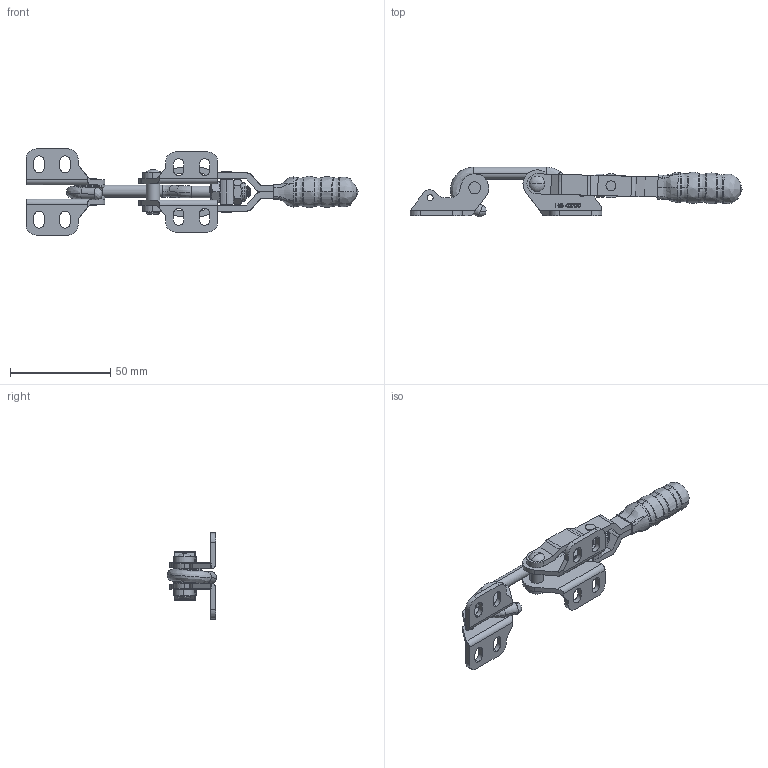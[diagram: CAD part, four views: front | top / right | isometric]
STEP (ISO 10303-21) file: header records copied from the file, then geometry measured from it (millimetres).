
FILE_DESCRIPTION (( 'STEP AP203' ), '1' );
FILE_NAME ('HS-40200.STEP', '2019-10-07T03:28:42', ( '微软用户' ), ( '微软中国' ), 'SwSTEP 2.0', 'SolidWorks 2012', '' );
FILE_SCHEMA (( 'CONFIG_CONTROL_DESIGN' ));
Length unit declared in the file: millimetre
Products named in the file (19): HS-40200; HS-40200-06______; HS-40200-05______; HS-40200_PERMANENT_SEAT_______ASM; NONE-21640_; NONE-20927_; HS-40200-01_FLANGED_BASE_______ASM; NONE-25144_; NONE-22485_; HS-40200-03_HOOK______; HS-40200-02_HANDLE_______ASM; NONE-20080_; NONE-19458_; HS-40200-07______; M6_LOCK_NUT______; HS-40200-10______; HS-40200-09______; M6_NUT______; HS-40200-08______
Assembly tree (18 placements, depth 3):
  HS-40200
    HS-40200-08______
    M6_NUT______
    HS-40200-09______
    HS-40200-10______
    M6_LOCK_NUT______
    HS-40200-07______
    HS-40200-02_HANDLE_______ASM
      NONE-19458_
      NONE-20080_
    HS-40200-03_HOOK______
    HS-40200-01_FLANGED_BASE_______ASM
      NONE-22485_
      NONE-25144_
    HS-40200_PERMANENT_SEAT_______ASM
      NONE-20927_
      NONE-21640_
    HS-40200-05______
    HS-40200-06______
Bounding box: 165.6 x 24.73 x 43 mm (x, y, z)
Volume: 23771.2 mm3; surface area: 22915.6 mm2
Topology: 15 solids, 15 shells, 811 faces, 2248 edges, 1491 vertices
Faces by surface type: plane 466, cylinder 206, bspline 104, cone 33, torus 2
Entity records: 46652 total; most frequent: CARTESIAN_POINT 24472, ORIENTED_EDGE 4480, DIRECTION 3740, EDGE_CURVE 2240, VERTEX_POINT 1491, VECTOR 1460, LINE 1460, AXIS2_PLACEMENT_3D 1140
